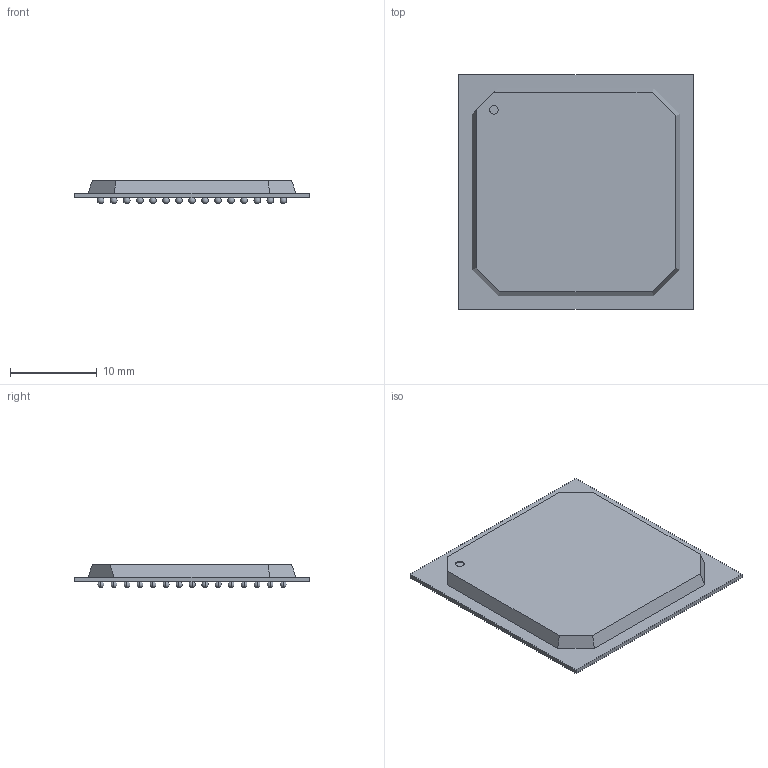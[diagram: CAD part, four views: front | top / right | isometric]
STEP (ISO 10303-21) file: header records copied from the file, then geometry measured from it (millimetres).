
FILE_DESCRIPTION((''),'2;1');
FILE_NAME('BGA225C150P15X15_2700X2700X270.stp','2015-01-28T11:46:55',(''),(''),'Mechanical Desktop 2011','Mechanical Desktop 2011',', , ');
FILE_SCHEMA(('AUTOMOTIVE_DESIGN { 1 2 10303 214 1 1 1 1 }'));
Length unit declared in the file: millimetre
Products named in the file (1): Product
Bounding box: 27 x 27 x 2.6 mm (x, y, z)
Volume: 1549.1 mm3; surface area: 4616.3 mm2
Topology: 228 solids, 228 shells, 925 faces, 1858 edges, 1394 vertices
Faces by surface type: plane 473, sphere 450, cylinder 2
Entity records: 25740 total; most frequent: DIRECTION 5514, CARTESIAN_POINT 4174, ORIENTED_EDGE 3708, AXIS2_PLACEMENT_3D 2730, EDGE_CURVE 1854, CIRCLE 1804, VERTEX_POINT 1386, EDGE_LOOP 926
